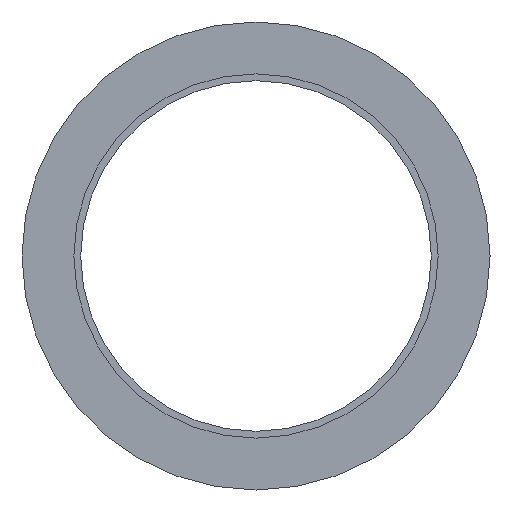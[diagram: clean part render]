
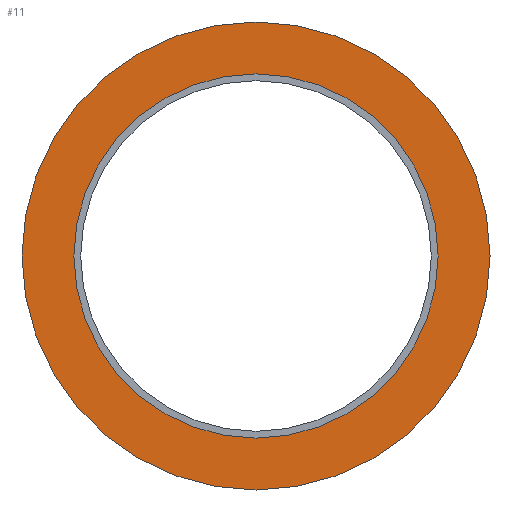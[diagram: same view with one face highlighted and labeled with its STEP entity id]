
A CAD part, front view. The second image highlights one B-rep face of the part: STEP entity #11.
In plain terms, the highlighted planar face has unit normal (0, -1, 0).
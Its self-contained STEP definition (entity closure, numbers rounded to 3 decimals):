
#8 = AXIS2_PLACEMENT_3D ( 'NONE', #169, #355, #219 ) ;
#11 = ADVANCED_FACE ( 'NONE', ( #424, #434 ), #418, .T. ) ;
#21 = CARTESIAN_POINT ( 'NONE',  ( 0., 0., 0. ) ) ;
#35 = AXIS2_PLACEMENT_3D ( 'NONE', #80, #195, #101 ) ;
#39 = EDGE_CURVE ( 'NONE', #386, #45, #443, .T. ) ;
#45 = VERTEX_POINT ( 'NONE', #241 ) ;
#50 = CIRCLE ( 'NONE', #350, 27.5 ) ;
#72 = DIRECTION ( 'NONE',  ( 0., 0., 1. ) ) ;
#80 = CARTESIAN_POINT ( 'NONE',  ( 0., 0., 0. ) ) ;
#91 = VERTEX_POINT ( 'NONE', #160 ) ;
#92 = CIRCLE ( 'NONE', #118, 21.4 ) ;
#95 = EDGE_LOOP ( 'NONE', ( #172, #253 ) ) ;
#101 = DIRECTION ( 'NONE',  ( 0., 0., 1. ) ) ;
#107 = DIRECTION ( 'NONE',  ( 0., 1., 0. ) ) ;
#118 = AXIS2_PLACEMENT_3D ( 'NONE', #368, #220, #257 ) ;
#153 = AXIS2_PLACEMENT_3D ( 'NONE', #21, #289, #72 ) ;
#160 = CARTESIAN_POINT ( 'NONE',  ( 0., 0., 27.5 ) ) ;
#161 = VERTEX_POINT ( 'NONE', #228 ) ;
#169 = CARTESIAN_POINT ( 'NONE',  ( -21.4, 0., 0. ) ) ;
#172 = ORIENTED_EDGE ( 'NONE', *, *, #396, .F. ) ;
#195 = DIRECTION ( 'NONE',  ( 0., 1., 0. ) ) ;
#212 = CARTESIAN_POINT ( 'NONE',  ( 0., 0., -21.4 ) ) ;
#213 = EDGE_LOOP ( 'NONE', ( #243, #406 ) ) ;
#216 = CIRCLE ( 'NONE', #153, 27.5 ) ;
#219 = DIRECTION ( 'NONE',  ( 0., 0., -1. ) ) ;
#220 = DIRECTION ( 'NONE',  ( 0., 1., 0. ) ) ;
#228 = CARTESIAN_POINT ( 'NONE',  ( 0., 0., -27.5 ) ) ;
#241 = CARTESIAN_POINT ( 'NONE',  ( 0., 0., 21.4 ) ) ;
#243 = ORIENTED_EDGE ( 'NONE', *, *, #329, .T. ) ;
#253 = ORIENTED_EDGE ( 'NONE', *, *, #370, .F. ) ;
#257 = DIRECTION ( 'NONE',  ( 0., 0., 1. ) ) ;
#289 = DIRECTION ( 'NONE',  ( 0., 1., 0. ) ) ;
#319 = CARTESIAN_POINT ( 'NONE',  ( 0., 0., 0. ) ) ;
#329 = EDGE_CURVE ( 'NONE', #45, #386, #92, .T. ) ;
#347 = DIRECTION ( 'NONE',  ( 0., 0., 1. ) ) ;
#350 = AXIS2_PLACEMENT_3D ( 'NONE', #319, #107, #347 ) ;
#355 = DIRECTION ( 'NONE',  ( 0., -1., 0. ) ) ;
#368 = CARTESIAN_POINT ( 'NONE',  ( 0., 0., 0. ) ) ;
#370 = EDGE_CURVE ( 'NONE', #161, #91, #216, .T. ) ;
#386 = VERTEX_POINT ( 'NONE', #212 ) ;
#396 = EDGE_CURVE ( 'NONE', #91, #161, #50, .T. ) ;
#406 = ORIENTED_EDGE ( 'NONE', *, *, #39, .T. ) ;
#418 = PLANE ( 'NONE',  #8 ) ;
#424 = FACE_BOUND ( 'NONE', #213, .T. ) ;
#434 = FACE_OUTER_BOUND ( 'NONE', #95, .T. ) ;
#443 = CIRCLE ( 'NONE', #35, 21.4 ) ;
